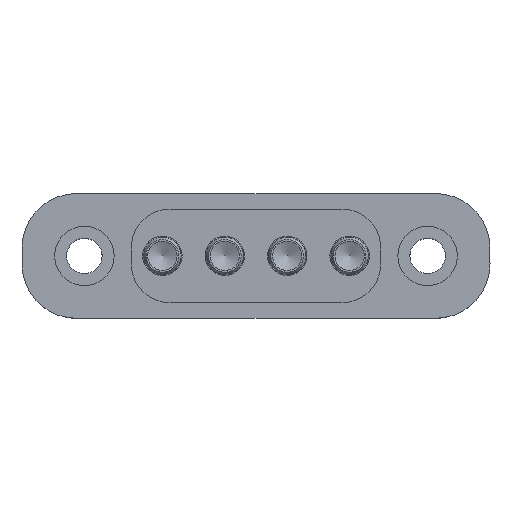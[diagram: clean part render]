
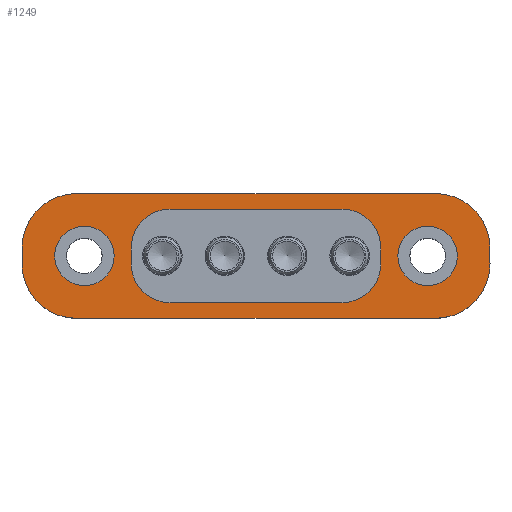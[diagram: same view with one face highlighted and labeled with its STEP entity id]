
A CAD part, top view. The second image highlights one B-rep face of the part: STEP entity #1249.
In plain terms, the highlighted planar face has unit normal (0, 0, 1).
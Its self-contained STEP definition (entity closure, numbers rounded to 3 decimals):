
#51=FACE_BOUND('',#244,.T.);
#52=FACE_BOUND('',#245,.T.);
#53=FACE_BOUND('',#246,.T.);
#93=PLANE('',#1394);
#146=FACE_OUTER_BOUND('',#243,.T.);
#243=EDGE_LOOP('',(#972,#973,#974,#975,#976,#977,#978,#979));
#244=EDGE_LOOP('',(#980));
#245=EDGE_LOOP('',(#981,#982,#983,#984,#985,#986,#987,#988));
#246=EDGE_LOOP('',(#989));
#338=LINE('',#2002,#412);
#343=LINE('',#2016,#417);
#348=LINE('',#2034,#422);
#352=LINE('',#2045,#426);
#358=LINE('',#2067,#432);
#362=LINE('',#2079,#436);
#366=LINE('',#2091,#440);
#370=LINE('',#2103,#444);
#412=VECTOR('',#1576,10.);
#417=VECTOR('',#1589,10.);
#422=VECTOR('',#1608,10.);
#426=VECTOR('',#1620,10.);
#432=VECTOR('',#1642,10.);
#436=VECTOR('',#1654,10.);
#440=VECTOR('',#1666,10.);
#444=VECTOR('',#1678,10.);
#494=CIRCLE('',#1357,2.489);
#496=CIRCLE('',#1361,2.489);
#498=CIRCLE('',#1364,2.489);
#500=CIRCLE('',#1368,2.489);
#502=CIRCLE('',#1373,1.905);
#504=CIRCLE('',#1376,1.905);
#507=CIRCLE('',#1381,3.501);
#509=CIRCLE('',#1385,3.501);
#511=CIRCLE('',#1389,3.501);
#513=CIRCLE('',#1393,3.501);
#586=VERTEX_POINT('',#2000);
#587=VERTEX_POINT('',#2001);
#590=VERTEX_POINT('',#2009);
#592=VERTEX_POINT('',#2015);
#594=VERTEX_POINT('',#2021);
#596=VERTEX_POINT('',#2027);
#598=VERTEX_POINT('',#2033);
#600=VERTEX_POINT('',#2039);
#602=VERTEX_POINT('',#2049);
#604=VERTEX_POINT('',#2055);
#608=VERTEX_POINT('',#2064);
#609=VERTEX_POINT('',#2066);
#611=VERTEX_POINT('',#2072);
#613=VERTEX_POINT('',#2078);
#615=VERTEX_POINT('',#2084);
#617=VERTEX_POINT('',#2090);
#619=VERTEX_POINT('',#2096);
#621=VERTEX_POINT('',#2102);
#706=EDGE_CURVE('',#586,#587,#338,.T.);
#710=EDGE_CURVE('',#590,#586,#494,.T.);
#713=EDGE_CURVE('',#592,#590,#343,.T.);
#716=EDGE_CURVE('',#594,#592,#496,.T.);
#719=EDGE_CURVE('',#587,#596,#498,.T.);
#722=EDGE_CURVE('',#596,#598,#348,.T.);
#725=EDGE_CURVE('',#598,#600,#500,.T.);
#728=EDGE_CURVE('',#600,#594,#352,.T.);
#730=EDGE_CURVE('',#602,#602,#502,.T.);
#733=EDGE_CURVE('',#604,#604,#504,.T.);
#738=EDGE_CURVE('',#609,#608,#358,.T.);
#741=EDGE_CURVE('',#611,#609,#507,.T.);
#744=EDGE_CURVE('',#613,#611,#362,.T.);
#747=EDGE_CURVE('',#615,#613,#509,.T.);
#750=EDGE_CURVE('',#617,#615,#366,.T.);
#753=EDGE_CURVE('',#619,#617,#511,.T.);
#756=EDGE_CURVE('',#621,#619,#370,.T.);
#759=EDGE_CURVE('',#608,#621,#513,.T.);
#972=ORIENTED_EDGE('',*,*,#759,.T.);
#973=ORIENTED_EDGE('',*,*,#756,.T.);
#974=ORIENTED_EDGE('',*,*,#753,.T.);
#975=ORIENTED_EDGE('',*,*,#750,.T.);
#976=ORIENTED_EDGE('',*,*,#747,.T.);
#977=ORIENTED_EDGE('',*,*,#744,.T.);
#978=ORIENTED_EDGE('',*,*,#741,.T.);
#979=ORIENTED_EDGE('',*,*,#738,.T.);
#980=ORIENTED_EDGE('',*,*,#733,.T.);
#981=ORIENTED_EDGE('',*,*,#716,.T.);
#982=ORIENTED_EDGE('',*,*,#713,.T.);
#983=ORIENTED_EDGE('',*,*,#710,.T.);
#984=ORIENTED_EDGE('',*,*,#706,.T.);
#985=ORIENTED_EDGE('',*,*,#719,.T.);
#986=ORIENTED_EDGE('',*,*,#722,.T.);
#987=ORIENTED_EDGE('',*,*,#725,.T.);
#988=ORIENTED_EDGE('',*,*,#728,.T.);
#989=ORIENTED_EDGE('',*,*,#730,.T.);
#1249=ADVANCED_FACE('',(#146,#51,#52,#53),#93,.T.);
#1357=AXIS2_PLACEMENT_3D('',#2010,#1582,#1583);
#1361=AXIS2_PLACEMENT_3D('',#2022,#1594,#1595);
#1364=AXIS2_PLACEMENT_3D('',#2028,#1601,#1602);
#1368=AXIS2_PLACEMENT_3D('',#2040,#1613,#1614);
#1373=AXIS2_PLACEMENT_3D('',#2050,#1626,#1627);
#1376=AXIS2_PLACEMENT_3D('',#2056,#1633,#1634);
#1381=AXIS2_PLACEMENT_3D('',#2073,#1648,#1649);
#1385=AXIS2_PLACEMENT_3D('',#2085,#1660,#1661);
#1389=AXIS2_PLACEMENT_3D('',#2097,#1672,#1673);
#1393=AXIS2_PLACEMENT_3D('',#2107,#1684,#1685);
#1394=AXIS2_PLACEMENT_3D('',#2108,#1686,#1687);
#1576=DIRECTION('',(-1.,0.,0.));
#1582=DIRECTION('center_axis',(0.,0.,-1.));
#1583=DIRECTION('ref_axis',(0.,-1.,0.));
#1589=DIRECTION('',(0.,-1.,0.));
#1594=DIRECTION('center_axis',(0.,0.,-1.));
#1595=DIRECTION('ref_axis',(1.,0.,0.));
#1601=DIRECTION('center_axis',(0.,0.,-1.));
#1602=DIRECTION('ref_axis',(-1.,0.,0.));
#1608=DIRECTION('',(0.,1.,0.));
#1613=DIRECTION('center_axis',(0.,0.,-1.));
#1614=DIRECTION('ref_axis',(0.,1.,0.));
#1620=DIRECTION('',(1.,0.,0.));
#1626=DIRECTION('center_axis',(0.,0.,-1.));
#1627=DIRECTION('ref_axis',(1.,0.,0.));
#1633=DIRECTION('center_axis',(0.,0.,-1.));
#1634=DIRECTION('ref_axis',(1.,0.,0.));
#1642=DIRECTION('',(-1.,0.,0.));
#1648=DIRECTION('center_axis',(0.,0.,1.));
#1649=DIRECTION('ref_axis',(1.,0.,0.));
#1654=DIRECTION('',(0.,1.,0.));
#1660=DIRECTION('center_axis',(0.,0.,1.));
#1661=DIRECTION('ref_axis',(0.,-1.,0.));
#1666=DIRECTION('',(1.,0.,0.));
#1672=DIRECTION('center_axis',(0.,0.,1.));
#1673=DIRECTION('ref_axis',(-1.,0.,0.));
#1678=DIRECTION('',(0.,-1.,0.));
#1684=DIRECTION('center_axis',(0.,0.,1.));
#1685=DIRECTION('ref_axis',(0.,1.,0.));
#1686=DIRECTION('center_axis',(0.,0.,1.));
#1687=DIRECTION('ref_axis',(1.,0.,0.));
#2000=CARTESIAN_POINT('',(5.51,-2.997,3.759));
#2001=CARTESIAN_POINT('',(-5.51,-2.997,3.759));
#2002=CARTESIAN_POINT('',(5.51,-2.997,3.759));
#2009=CARTESIAN_POINT('',(7.999,-0.508,3.759));
#2010=CARTESIAN_POINT('Origin',(5.51,-0.508,3.759));
#2015=CARTESIAN_POINT('',(7.999,0.508,3.759));
#2016=CARTESIAN_POINT('',(7.999,0.508,3.759));
#2021=CARTESIAN_POINT('',(5.51,2.997,3.759));
#2022=CARTESIAN_POINT('Origin',(5.51,0.508,3.759));
#2027=CARTESIAN_POINT('',(-7.999,-0.508,3.759));
#2028=CARTESIAN_POINT('Origin',(-5.51,-0.508,3.759));
#2033=CARTESIAN_POINT('',(-7.999,0.508,3.759));
#2034=CARTESIAN_POINT('',(-7.999,-0.508,3.759));
#2039=CARTESIAN_POINT('',(-5.51,2.997,3.759));
#2040=CARTESIAN_POINT('Origin',(-5.51,0.508,3.759));
#2045=CARTESIAN_POINT('',(-5.51,2.997,3.759));
#2049=CARTESIAN_POINT('',(-12.904,0.,3.759));
#2050=CARTESIAN_POINT('Origin',(-10.999,0.,
3.759));
#2055=CARTESIAN_POINT('',(9.094,0.,3.759));
#2056=CARTESIAN_POINT('Origin',(10.999,0.,3.759));
#2064=CARTESIAN_POINT('',(-11.498,4.,3.759));
#2066=CARTESIAN_POINT('',(11.498,4.,3.759));
#2067=CARTESIAN_POINT('',(-11.498,4.,3.759));
#2072=CARTESIAN_POINT('',(14.999,0.5,3.759));
#2073=CARTESIAN_POINT('Origin',(11.498,0.5,3.759));
#2078=CARTESIAN_POINT('',(14.999,-0.5,3.759));
#2079=CARTESIAN_POINT('',(14.999,0.5,3.759));
#2084=CARTESIAN_POINT('',(11.498,-4.001,3.759));
#2085=CARTESIAN_POINT('Origin',(11.498,-0.5,3.759));
#2090=CARTESIAN_POINT('',(-11.498,-4.001,3.759));
#2091=CARTESIAN_POINT('',(11.498,-4.001,3.759));
#2096=CARTESIAN_POINT('',(-14.999,-0.5,3.759));
#2097=CARTESIAN_POINT('Origin',(-11.498,-0.5,3.759));
#2102=CARTESIAN_POINT('',(-14.999,0.499,3.759));
#2103=CARTESIAN_POINT('',(-14.999,-0.5,3.759));
#2107=CARTESIAN_POINT('Origin',(-11.498,0.499,3.759));
#2108=CARTESIAN_POINT('Origin',(0.,0.,
3.759));
